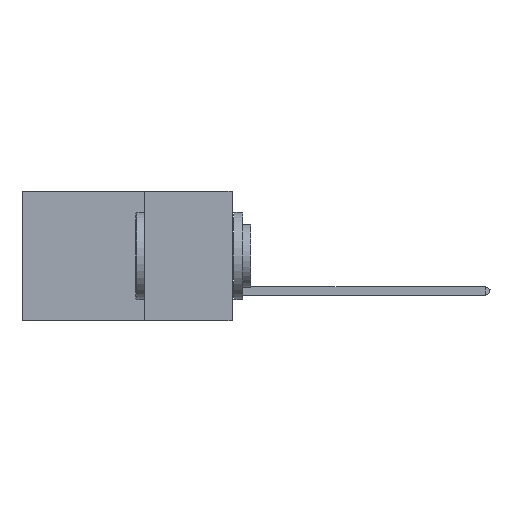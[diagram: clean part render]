
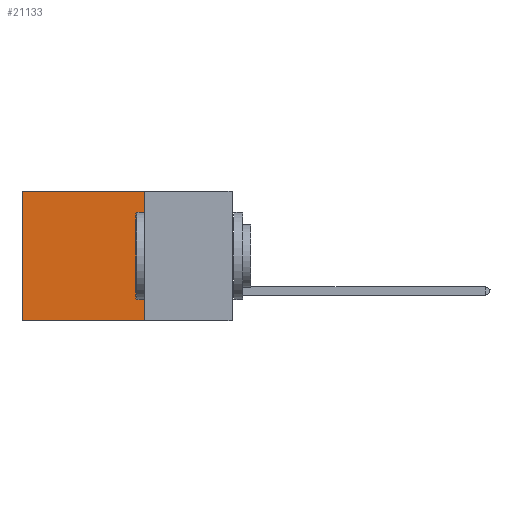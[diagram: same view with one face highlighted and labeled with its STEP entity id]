
A CAD part, left-side view. The second image highlights one B-rep face of the part: STEP entity #21133.
In plain terms, the highlighted planar face has unit normal (-1, 0, 0).
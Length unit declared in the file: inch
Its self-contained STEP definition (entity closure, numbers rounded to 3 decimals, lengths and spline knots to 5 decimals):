
#1707 = DIRECTION ( 'NONE',  ( 0., 0., -1. ) ) ;
#2082 = CARTESIAN_POINT ( 'NONE',  ( 0.2875, 0.25, -0.37 ) ) ;
#2235 = AXIS2_PLACEMENT_3D ( 'NONE', #23651, #28579, #1707 ) ;
#2560 = VECTOR ( 'NONE', #27486, 39.37008 ) ;
#2972 = DIRECTION ( 'NONE',  ( 0., 0., -1. ) ) ;
#5080 = VECTOR ( 'NONE', #21719, 39.37008 ) ;
#7416 = VECTOR ( 'NONE', #2972, 39.37008 ) ;
#7986 = DIRECTION ( 'NONE',  ( 0., 1., 0. ) ) ;
#10104 = VERTEX_POINT ( 'NONE', #11803 ) ;
#10224 = CARTESIAN_POINT ( 'NONE',  ( 0.2875, 0.6, 0. ) ) ;
#10523 = LINE ( 'NONE', #24144, #5080 ) ;
#10529 = EDGE_CURVE ( 'NONE', #25011, #10104, #12044, .T. ) ;
#11255 = EDGE_LOOP ( 'NONE', ( #12386, #25650, #15352, #16641 ) ) ;
#11803 = CARTESIAN_POINT ( 'NONE',  ( 0.2875, 0.6, -0.37 ) ) ;
#12044 = LINE ( 'NONE', #17780, #7416 ) ;
#12286 = VECTOR ( 'NONE', #7986, 39.37008 ) ;
#12386 = ORIENTED_EDGE ( 'NONE', *, *, #10529, .T. ) ;
#15345 = CARTESIAN_POINT ( 'NONE',  ( 0.2875, 0.25, 0. ) ) ;
#15352 = ORIENTED_EDGE ( 'NONE', *, *, #23450, .F. ) ;
#16641 = ORIENTED_EDGE ( 'NONE', *, *, #26676, .T. ) ;
#16738 = CARTESIAN_POINT ( 'NONE',  ( 0.2875, 0.25, -0.37 ) ) ;
#17220 = VERTEX_POINT ( 'NONE', #16738 ) ;
#17780 = CARTESIAN_POINT ( 'NONE',  ( 0.2875, 0.6, 0. ) ) ;
#19987 = CARTESIAN_POINT ( 'NONE',  ( 0.2875, 0.25, 0. ) ) ;
#21133 = ADVANCED_FACE ( 'NONE', ( #26157 ), #31263, .F. ) ;
#21157 = LINE ( 'NONE', #2082, #12286 ) ;
#21719 = DIRECTION ( 'NONE',  ( 0., 0., -1. ) ) ;
#23450 = EDGE_CURVE ( 'NONE', #31502, #17220, #10523, .T. ) ;
#23651 = CARTESIAN_POINT ( 'NONE',  ( 0.2875, 0.25, 0. ) ) ;
#24144 = CARTESIAN_POINT ( 'NONE',  ( 0.2875, 0.25, 0. ) ) ;
#25011 = VERTEX_POINT ( 'NONE', #10224 ) ;
#25650 = ORIENTED_EDGE ( 'NONE', *, *, #31963, .F. ) ;
#26157 = FACE_OUTER_BOUND ( 'NONE', #11255, .T. ) ;
#26676 = EDGE_CURVE ( 'NONE', #31502, #25011, #28941, .T. ) ;
#27486 = DIRECTION ( 'NONE',  ( 0., 1., 0. ) ) ;
#28579 = DIRECTION ( 'NONE',  ( 1., 0., 0. ) ) ;
#28941 = LINE ( 'NONE', #15345, #2560 ) ;
#31263 = PLANE ( 'NONE',  #2235 ) ;
#31502 = VERTEX_POINT ( 'NONE', #19987 ) ;
#31963 = EDGE_CURVE ( 'NONE', #17220, #10104, #21157, .T. ) ;
